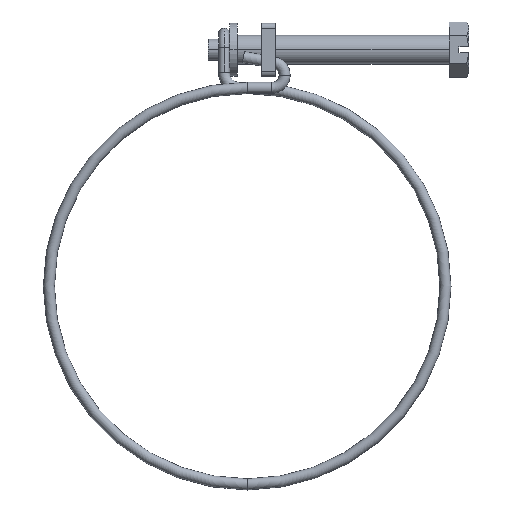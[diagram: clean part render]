
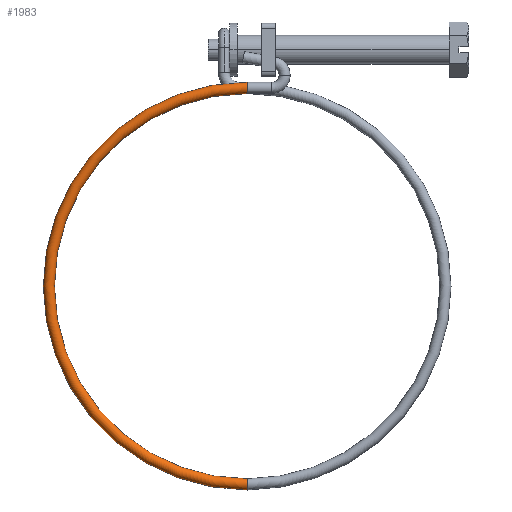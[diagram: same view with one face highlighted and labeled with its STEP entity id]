
A CAD part, top view. The second image highlights one B-rep face of the part: STEP entity #1983.
In plain terms, the highlighted toroidal (fillet/blend) face has major radius 41.167 mm and minor radius 1.15 mm.
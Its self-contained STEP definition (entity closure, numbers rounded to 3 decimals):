
#97 = CARTESIAN_POINT ( 'NONE',  ( 4.796, -90.212, 4.2 ) ) ;
#119 = CARTESIAN_POINT ( 'NONE',  ( 4.796, -9.061, 6.517 ) ) ;
#208 = VERTEX_POINT ( 'NONE', #119 ) ;
#220 = CIRCLE ( 'NONE', #2861, 42.317 ) ;
#285 = DIRECTION ( 'NONE',  ( 0., 0.029, -1. ) ) ;
#331 = EDGE_CURVE ( 'NONE', #1930, #1792, #2995, .T. ) ;
#390 = DIRECTION ( 'NONE',  ( 1., 0., 0. ) ) ;
#428 = ORIENTED_EDGE ( 'NONE', *, *, #2062, .T. ) ;
#437 = DIRECTION ( 'NONE',  ( 1., 0., 0. ) ) ;
#580 = CIRCLE ( 'NONE', #897, 40.017 ) ;
#669 = CIRCLE ( 'NONE', #1857, 1.15 ) ;
#671 = CIRCLE ( 'NONE', #2714, 1.15 ) ;
#706 = EDGE_CURVE ( 'NONE', #707, #2695, #3093, .T. ) ;
#707 = VERTEX_POINT ( 'NONE', #3079 ) ;
#811 = ORIENTED_EDGE ( 'NONE', *, *, #706, .F. ) ;
#844 = ORIENTED_EDGE ( 'NONE', *, *, #1681, .F. ) ;
#897 = AXIS2_PLACEMENT_3D ( 'NONE', #1731, #285, #1972 ) ;
#1062 = AXIS2_PLACEMENT_3D ( 'NONE', #97, #1176, #2846 ) ;
#1069 = VERTEX_POINT ( 'NONE', #2236 ) ;
#1176 = DIRECTION ( 'NONE',  ( -1., 0., 0. ) ) ;
#1283 = CARTESIAN_POINT ( 'NONE',  ( 4.796, -89.062, 4.233 ) ) ;
#1296 = CARTESIAN_POINT ( 'NONE',  ( 4.796, -90.212, 4.2 ) ) ;
#1310 = ORIENTED_EDGE ( 'NONE', *, *, #2139, .T. ) ;
#1367 = CARTESIAN_POINT ( 'NONE',  ( 4.796, -49.062, 5.375 ) ) ;
#1453 = EDGE_LOOP ( 'NONE', ( #3107, #1310, #2807, #428, #844, #811 ) ) ;
#1509 = TOROIDAL_SURFACE ( 'NONE', #2718, 41.167, 1.15 ) ;
#1517 = DIRECTION ( 'NONE',  ( 0., -0.995, -0.105 ) ) ;
#1585 = DIRECTION ( 'NONE',  ( 0., 1., 0.029 ) ) ;
#1660 = AXIS2_PLACEMENT_3D ( 'NONE', #1825, #390, #2063 ) ;
#1681 = EDGE_CURVE ( 'NONE', #2695, #208, #671, .T. ) ;
#1731 = CARTESIAN_POINT ( 'NONE',  ( 4.796, -49.062, 5.375 ) ) ;
#1792 = VERTEX_POINT ( 'NONE', #1283 ) ;
#1825 = CARTESIAN_POINT ( 'NONE',  ( 4.796, -7.912, 6.55 ) ) ;
#1857 = AXIS2_PLACEMENT_3D ( 'NONE', #1296, #2961, #1517 ) ;
#1930 = VERTEX_POINT ( 'NONE', #2269 ) ;
#1972 = DIRECTION ( 'NONE',  ( 0., 1., 0.029 ) ) ;
#1983 = ADVANCED_FACE ( 'NONE', ( #2800 ), #1509, .T. ) ;
#2062 = EDGE_CURVE ( 'NONE', #1792, #208, #580, .T. ) ;
#2063 = DIRECTION ( 'NONE',  ( 0., 0.999, -0.048 ) ) ;
#2139 = EDGE_CURVE ( 'NONE', #1069, #1930, #669, .T. ) ;
#2236 = CARTESIAN_POINT ( 'NONE',  ( 4.796, -91.361, 4.167 ) ) ;
#2269 = CARTESIAN_POINT ( 'NONE',  ( 4.796, -91.362, 4.2 ) ) ;
#2607 = CARTESIAN_POINT ( 'NONE',  ( 4.796, -7.912, 6.55 ) ) ;
#2616 = EDGE_CURVE ( 'NONE', #1069, #707, #220, .T. ) ;
#2695 = VERTEX_POINT ( 'NONE', #3050 ) ;
#2714 = AXIS2_PLACEMENT_3D ( 'NONE', #2607, #437, #2876 ) ;
#2718 = AXIS2_PLACEMENT_3D ( 'NONE', #3011, #2780, #3017 ) ;
#2780 = DIRECTION ( 'NONE',  ( 0., 0.029, -1. ) ) ;
#2800 = FACE_OUTER_BOUND ( 'NONE', #1453, .T. ) ;
#2807 = ORIENTED_EDGE ( 'NONE', *, *, #331, .T. ) ;
#2846 = DIRECTION ( 'NONE',  ( 0., -0.995, -0.105 ) ) ;
#2861 = AXIS2_PLACEMENT_3D ( 'NONE', #1367, #3025, #1585 ) ;
#2876 = DIRECTION ( 'NONE',  ( 0., 0.999, -0.048 ) ) ;
#2961 = DIRECTION ( 'NONE',  ( -1., 0., 0. ) ) ;
#2995 = CIRCLE ( 'NONE', #1062, 1.15 ) ;
#3011 = CARTESIAN_POINT ( 'NONE',  ( 4.796, -49.062, 5.375 ) ) ;
#3017 = DIRECTION ( 'NONE',  ( 0., 1., 0.029 ) ) ;
#3025 = DIRECTION ( 'NONE',  ( 0., 0.029, -1. ) ) ;
#3050 = CARTESIAN_POINT ( 'NONE',  ( 4.796, -9.062, 6.55 ) ) ;
#3079 = CARTESIAN_POINT ( 'NONE',  ( 4.796, -6.762, 6.583 ) ) ;
#3093 = CIRCLE ( 'NONE', #1660, 1.15 ) ;
#3107 = ORIENTED_EDGE ( 'NONE', *, *, #2616, .F. ) ;
